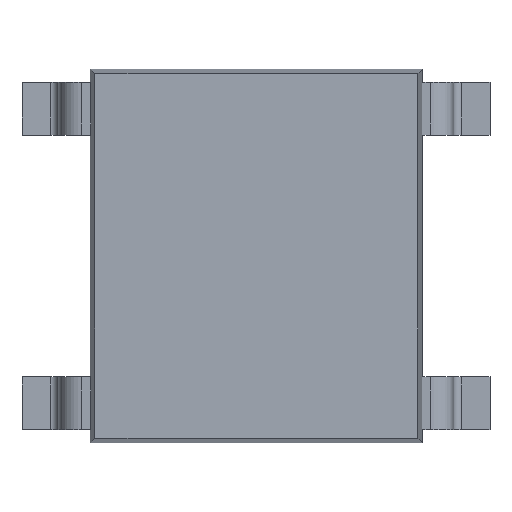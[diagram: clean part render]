
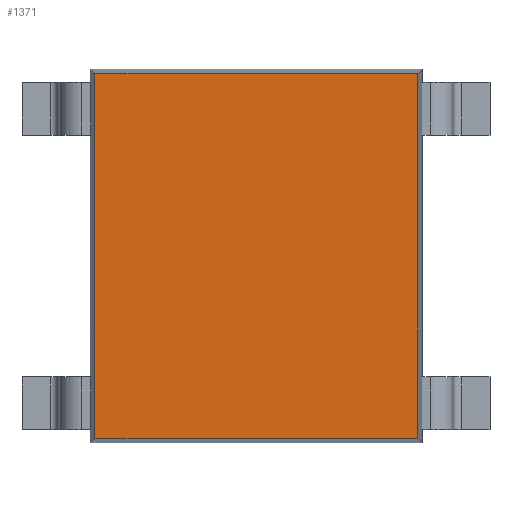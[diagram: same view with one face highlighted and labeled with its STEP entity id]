
A CAD part, top view. The second image highlights one B-rep face of the part: STEP entity #1371.
In plain terms, the highlighted planar face has unit normal (0, 0, 1).
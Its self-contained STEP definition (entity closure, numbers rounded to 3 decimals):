
#14 = DIRECTION ( 'NONE',  ( 0., 0., 1. ) ) ;
#21 = EDGE_LOOP ( 'NONE', ( #514, #781, #1352, #1906 ) ) ;
#25 = PLANE ( 'NONE',  #851 ) ;
#50 = EDGE_CURVE ( 'NONE', #425, #2294, #1415, .T. ) ;
#65 = CARTESIAN_POINT ( 'NONE',  ( -0.389, -0.114, 0.8 ) ) ;
#169 = CARTESIAN_POINT ( 'NONE',  ( 3.889, -0.114, 0.8 ) ) ;
#358 = DIRECTION ( 'NONE',  ( 0., -1., 0. ) ) ;
#425 = VERTEX_POINT ( 'NONE', #169 ) ;
#514 = ORIENTED_EDGE ( 'NONE', *, *, #50, .T. ) ;
#584 = EDGE_CURVE ( 'NONE', #1026, #425, #2212, .T. ) ;
#612 = CARTESIAN_POINT ( 'NONE',  ( 1.75, -0.114, 0.8 ) ) ;
#690 = CARTESIAN_POINT ( 'NONE',  ( -0.389, 4.714, 0.8 ) ) ;
#754 = FACE_OUTER_BOUND ( 'NONE', #21, .T. ) ;
#781 = ORIENTED_EDGE ( 'NONE', *, *, #1211, .T. ) ;
#816 = VERTEX_POINT ( 'NONE', #690 ) ;
#831 = CARTESIAN_POINT ( 'NONE',  ( 1.75, 4.714, 0.8 ) ) ;
#851 = AXIS2_PLACEMENT_3D ( 'NONE', #1282, #14, #1664 ) ;
#954 = VECTOR ( 'NONE', #1212, 1000. ) ;
#1026 = VERTEX_POINT ( 'NONE', #65 ) ;
#1070 = CARTESIAN_POINT ( 'NONE',  ( -0.389, 2.3, 0.8 ) ) ;
#1112 = VECTOR ( 'NONE', #1405, 1000. ) ;
#1211 = EDGE_CURVE ( 'NONE', #2294, #816, #1577, .T. ) ;
#1212 = DIRECTION ( 'NONE',  ( -1., 0., 0. ) ) ;
#1282 = CARTESIAN_POINT ( 'NONE',  ( 1.75, 2.3, 0.8 ) ) ;
#1352 = ORIENTED_EDGE ( 'NONE', *, *, #2305, .T. ) ;
#1371 = ADVANCED_FACE ( 'NONE', ( #754 ), #25, .T. ) ;
#1391 = CARTESIAN_POINT ( 'NONE',  ( 3.889, 4.714, 0.8 ) ) ;
#1405 = DIRECTION ( 'NONE',  ( 0., 1., 0. ) ) ;
#1415 = LINE ( 'NONE', #1942, #1112 ) ;
#1577 = LINE ( 'NONE', #831, #954 ) ;
#1664 = DIRECTION ( 'NONE',  ( 1., 0., 0. ) ) ;
#1680 = VECTOR ( 'NONE', #358, 1000. ) ;
#1906 = ORIENTED_EDGE ( 'NONE', *, *, #584, .T. ) ;
#1942 = CARTESIAN_POINT ( 'NONE',  ( 3.889, 2.3, 0.8 ) ) ;
#2014 = VECTOR ( 'NONE', #2197, 1000. ) ;
#2137 = LINE ( 'NONE', #1070, #1680 ) ;
#2197 = DIRECTION ( 'NONE',  ( 1., 0., 0. ) ) ;
#2212 = LINE ( 'NONE', #612, #2014 ) ;
#2294 = VERTEX_POINT ( 'NONE', #1391 ) ;
#2305 = EDGE_CURVE ( 'NONE', #816, #1026, #2137, .T. ) ;
